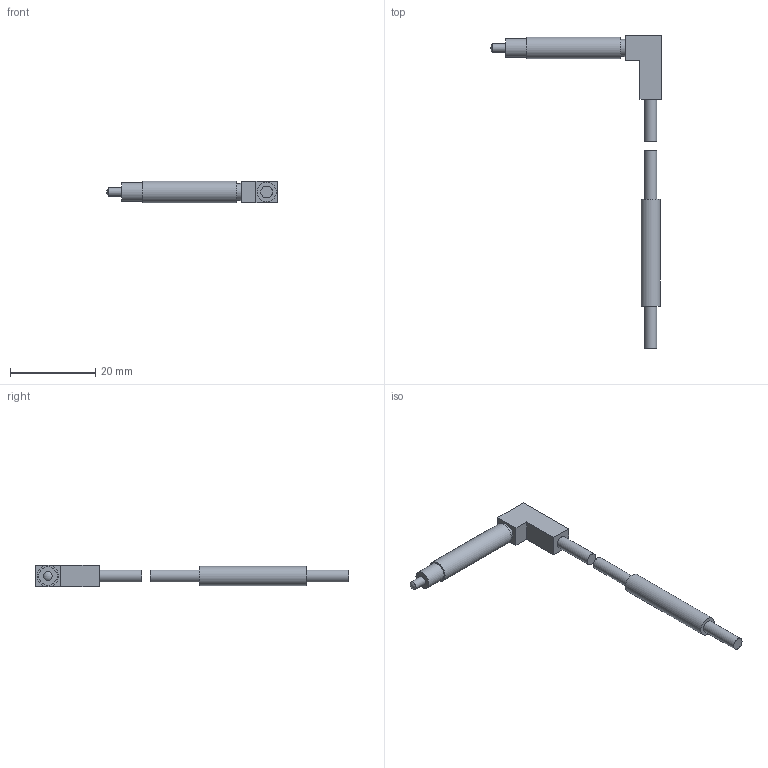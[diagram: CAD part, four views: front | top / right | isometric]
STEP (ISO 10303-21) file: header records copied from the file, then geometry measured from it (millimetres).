
FILE_DESCRIPTION (( 'STEP AP214' ), '1' );
FILE_NAME ('CSJS50A-LR.STEP', '2019-05-23T18:56:25', ( '' ), ( '' ), 'SwSTEP 2.0', 'SolidWorks 2018', '' );
FILE_SCHEMA (( 'AUTOMOTIVE_DESIGN' ));
Length unit declared in the file: inch
Products named in the file (1): CSJS50A-LR
Bounding box: 39.99 x 73.5 x 5 mm (x, y, z)
Volume: 1599.1 mm3; surface area: 1549.2 mm2
Topology: 2 solids, 2 shells, 25 faces, 44 edges, 30 vertices
Faces by surface type: plane 16, cylinder 8, sphere 1
Full cylindrical faces by diameter (mm): 2 x1, 2.8 x3, 4 x1, 4.3 x1, 4.5 x1, 5 x1
Entity records: 603 total; most frequent: DIRECTION 102, CARTESIAN_POINT 88, ORIENTED_EDGE 68, AXIS2_PLACEMENT_3D 42, EDGE_LOOP 40, EDGE_CURVE 34, FACE_OUTER_BOUND 33, VERTEX_POINT 28
